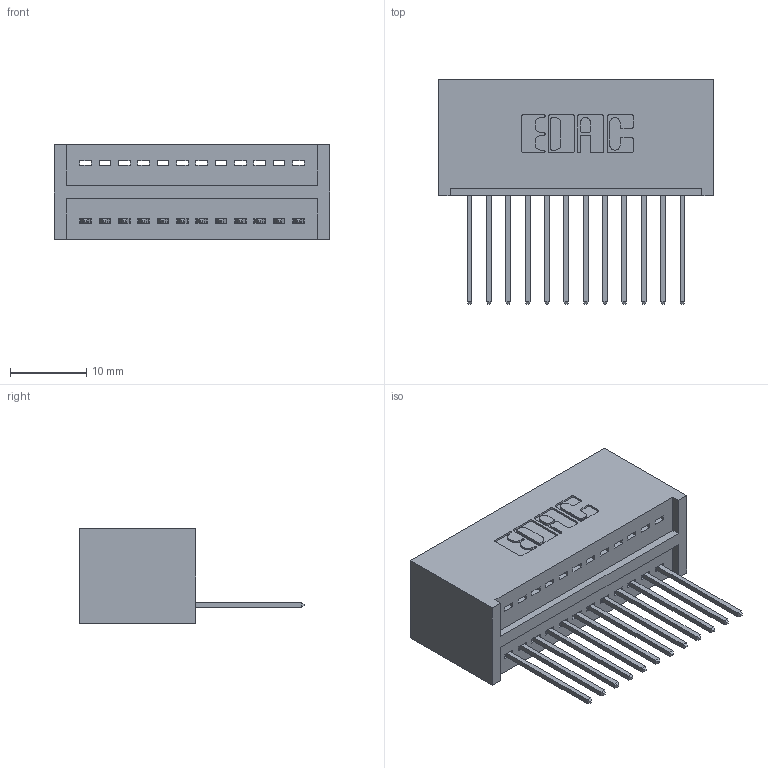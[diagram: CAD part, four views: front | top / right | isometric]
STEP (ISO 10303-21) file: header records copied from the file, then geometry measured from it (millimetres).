
FILE_DESCRIPTION (( 'STEP AP203' ), '1' );
FILE_NAME ('325-012-540-101.STEP', '2020-02-24T15:32:49', ( '' ), ( '' ), 'SwSTEP 2.0', 'SolidWorks 2016', '' );
FILE_SCHEMA (( 'CONFIG_CONTROL_DESIGN' ));
Length unit declared in the file: inch
Products named in the file (3): 325-012-540-101; 325 Part_Lugless; 325-292-001_325-293-140
Assembly tree (13 placements, depth 2):
  325-012-540-101
    325 Part_Lugless
    325-292-001_325-293-140  x12
Bounding box: 36.12 x 29.46 x 12.45 mm (x, y, z)
Volume: 4937.3 mm3; surface area: 5495.7 mm2
Topology: 13 solids, 13 shells, 802 faces, 2399 edges, 1582 vertices
Faces by surface type: plane 570, cylinder 232
Entity records: 10957 total; most frequent: CARTESIAN_POINT 1902, ORIENTED_EDGE 1850, DIRECTION 1657, EDGE_CURVE 925, VECTOR 805, LINE 805, VERTEX_POINT 614, AXIS2_PLACEMENT_3D 426
